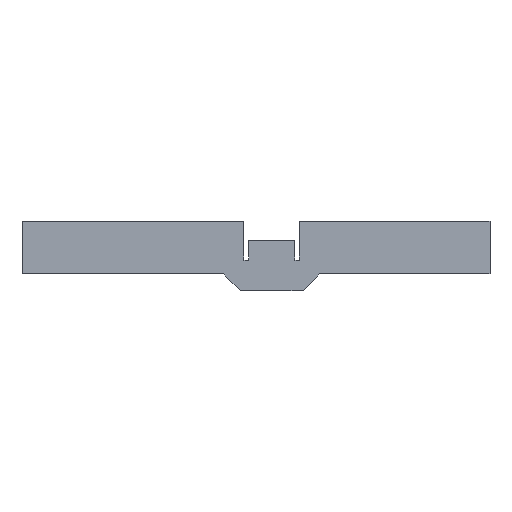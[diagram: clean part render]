
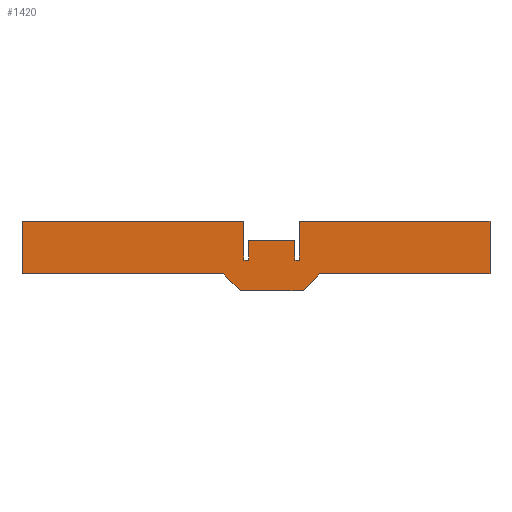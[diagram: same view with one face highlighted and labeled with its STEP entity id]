
A CAD part, front view. The second image highlights one B-rep face of the part: STEP entity #1420.
In plain terms, the highlighted planar face has unit normal (0, -1, 0).
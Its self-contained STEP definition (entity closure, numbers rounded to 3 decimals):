
#150 = VERTEX_POINT('',#151);
#151 = CARTESIAN_POINT('',(-194.,-723.305,
    11.195));
#184 = VERTEX_POINT('',#185);
#185 = CARTESIAN_POINT('',(-314.,-723.305,
    11.195));
#191 = EDGE_CURVE('',#150,#184,#192,.T.);
#192 = LINE('',#193,#194);
#193 = CARTESIAN_POINT('',(-269.,-723.305,
    11.195));
#194 = VECTOR('',#195,1.);
#195 = DIRECTION('',(-1.,0.,0.));
#680 = EDGE_CURVE('',#150,#681,#683,.T.);
#681 = VERTEX_POINT('',#682);
#682 = CARTESIAN_POINT('',(-194.,-723.305,
    -9.696));
#683 = LINE('',#684,#685);
#684 = CARTESIAN_POINT('',(-194.,-723.305,
    -8.196));
#685 = VECTOR('',#686,1.);
#686 = DIRECTION('',(0.,0.,-1.));
#1043 = VERTEX_POINT('',#1044);
#1044 = CARTESIAN_POINT('',(-314.,-723.305,
    -17.196));
#1050 = EDGE_CURVE('',#1043,#184,#1051,.T.);
#1051 = LINE('',#1052,#1053);
#1052 = CARTESIAN_POINT('',(-314.,-723.305,
    -10.095));
#1053 = VECTOR('',#1054,1.);
#1054 = DIRECTION('',(0.,0.,1.));
#1420 = ADVANCED_FACE('',(#1421),#1528,.T.);
#1421 = FACE_BOUND('',#1422,.T.);
#1422 = EDGE_LOOP('',(#1423,#1433,#1441,#1449,#1457,#1465,#1473,#1481,
    #1489,#1495,#1496,#1497,#1498,#1506,#1514,#1522));
#1423 = ORIENTED_EDGE('',*,*,#1424,.T.);
#1424 = EDGE_CURVE('',#1425,#1427,#1429,.T.);
#1425 = VERTEX_POINT('',#1426);
#1426 = CARTESIAN_POINT('',(-153.,-723.305,-17.196));
#1427 = VERTEX_POINT('',#1428);
#1428 = CARTESIAN_POINT('',(-61.,-723.305,-17.196));
#1429 = LINE('',#1430,#1431);
#1430 = CARTESIAN_POINT('',(-81.,-723.305,-17.196));
#1431 = VECTOR('',#1432,1.);
#1432 = DIRECTION('',(1.,0.,0.));
#1433 = ORIENTED_EDGE('',*,*,#1434,.T.);
#1434 = EDGE_CURVE('',#1427,#1435,#1437,.T.);
#1435 = VERTEX_POINT('',#1436);
#1436 = CARTESIAN_POINT('',(-61.,-723.305,11.195));
#1437 = LINE('',#1438,#1439);
#1438 = CARTESIAN_POINT('',(-61.,-723.305,-17.196));
#1439 = VECTOR('',#1440,1.);
#1440 = DIRECTION('',(0.,0.,1.));
#1441 = ORIENTED_EDGE('',*,*,#1442,.F.);
#1442 = EDGE_CURVE('',#1443,#1435,#1445,.T.);
#1443 = VERTEX_POINT('',#1444);
#1444 = CARTESIAN_POINT('',(-164.,-723.305,
    11.195));
#1445 = LINE('',#1446,#1447);
#1446 = CARTESIAN_POINT('',(-81.,-723.305,11.195));
#1447 = VECTOR('',#1448,1.);
#1448 = DIRECTION('',(1.,0.,0.));
#1449 = ORIENTED_EDGE('',*,*,#1450,.F.);
#1450 = EDGE_CURVE('',#1451,#1443,#1453,.T.);
#1451 = VERTEX_POINT('',#1452);
#1452 = CARTESIAN_POINT('',(-164.,-723.305,
    -9.696));
#1453 = LINE('',#1454,#1455);
#1454 = CARTESIAN_POINT('',(-164.,-723.305,
    -8.196));
#1455 = VECTOR('',#1456,1.);
#1456 = DIRECTION('',(0.,0.,1.));
#1457 = ORIENTED_EDGE('',*,*,#1458,.F.);
#1458 = EDGE_CURVE('',#1459,#1451,#1461,.T.);
#1459 = VERTEX_POINT('',#1460);
#1460 = CARTESIAN_POINT('',(-166.5,-723.305,
    -9.696));
#1461 = LINE('',#1462,#1463);
#1462 = CARTESIAN_POINT('',(-194.,-723.305,
    -9.696));
#1463 = VECTOR('',#1464,1.);
#1464 = DIRECTION('',(1.,0.,0.));
#1465 = ORIENTED_EDGE('',*,*,#1466,.F.);
#1466 = EDGE_CURVE('',#1467,#1459,#1469,.T.);
#1467 = VERTEX_POINT('',#1468);
#1468 = CARTESIAN_POINT('',(-166.5,-723.305,
    0.804));
#1469 = LINE('',#1470,#1471);
#1470 = CARTESIAN_POINT('',(-166.5,-723.305,
    -8.196));
#1471 = VECTOR('',#1472,1.);
#1472 = DIRECTION('',(0.,0.,-1.));
#1473 = ORIENTED_EDGE('',*,*,#1474,.F.);
#1474 = EDGE_CURVE('',#1475,#1467,#1477,.T.);
#1475 = VERTEX_POINT('',#1476);
#1476 = CARTESIAN_POINT('',(-191.5,-723.305,
    0.804));
#1477 = LINE('',#1478,#1479);
#1478 = CARTESIAN_POINT('',(-191.5,-723.305,
    0.804));
#1479 = VECTOR('',#1480,1.);
#1480 = DIRECTION('',(1.,0.,0.));
#1481 = ORIENTED_EDGE('',*,*,#1482,.F.);
#1482 = EDGE_CURVE('',#1483,#1475,#1485,.T.);
#1483 = VERTEX_POINT('',#1484);
#1484 = CARTESIAN_POINT('',(-191.5,-723.305,
    -9.696));
#1485 = LINE('',#1486,#1487);
#1486 = CARTESIAN_POINT('',(-191.5,-723.305,
    -8.196));
#1487 = VECTOR('',#1488,1.);
#1488 = DIRECTION('',(0.,0.,1.));
#1489 = ORIENTED_EDGE('',*,*,#1490,.F.);
#1490 = EDGE_CURVE('',#681,#1483,#1491,.T.);
#1491 = LINE('',#1492,#1493);
#1492 = CARTESIAN_POINT('',(-194.,-723.305,
    -9.696));
#1493 = VECTOR('',#1494,1.);
#1494 = DIRECTION('',(1.,0.,0.));
#1495 = ORIENTED_EDGE('',*,*,#680,.F.);
#1496 = ORIENTED_EDGE('',*,*,#191,.T.);
#1497 = ORIENTED_EDGE('',*,*,#1050,.F.);
#1498 = ORIENTED_EDGE('',*,*,#1499,.F.);
#1499 = EDGE_CURVE('',#1500,#1043,#1502,.T.);
#1500 = VERTEX_POINT('',#1501);
#1501 = CARTESIAN_POINT('',(-205.,-723.305,-17.196));
#1502 = LINE('',#1503,#1504);
#1503 = CARTESIAN_POINT('',(-269.,-723.305,
    -17.196));
#1504 = VECTOR('',#1505,1.);
#1505 = DIRECTION('',(-1.,0.,0.));
#1506 = ORIENTED_EDGE('',*,*,#1507,.T.);
#1507 = EDGE_CURVE('',#1500,#1508,#1510,.T.);
#1508 = VERTEX_POINT('',#1509);
#1509 = CARTESIAN_POINT('',(-196.,-723.305,-26.196));
#1510 = LINE('',#1511,#1512);
#1511 = CARTESIAN_POINT('',(-205.,-723.305,-17.196));
#1512 = VECTOR('',#1513,1.);
#1513 = DIRECTION('',(0.707,0.,-0.707)
  );
#1514 = ORIENTED_EDGE('',*,*,#1515,.F.);
#1515 = EDGE_CURVE('',#1516,#1508,#1518,.T.);
#1516 = VERTEX_POINT('',#1517);
#1517 = CARTESIAN_POINT('',(-162.,-723.305,-26.196));
#1518 = LINE('',#1519,#1520);
#1519 = CARTESIAN_POINT('',(-162.,-723.305,-26.196));
#1520 = VECTOR('',#1521,1.);
#1521 = DIRECTION('',(-1.,0.,0.));
#1522 = ORIENTED_EDGE('',*,*,#1523,.F.);
#1523 = EDGE_CURVE('',#1425,#1516,#1524,.T.);
#1524 = LINE('',#1525,#1526);
#1525 = CARTESIAN_POINT('',(-153.,-723.305,-17.196));
#1526 = VECTOR('',#1527,1.);
#1527 = DIRECTION('',(-0.707,0.,-0.707
    ));
#1528 = PLANE('',#1529);
#1529 = AXIS2_PLACEMENT_3D('',#1530,#1531,#1532);
#1530 = CARTESIAN_POINT('',(-186.557,-723.305,
    -4.208));
#1531 = DIRECTION('',(0.,-1.,0.));
#1532 = DIRECTION('',(-1.,0.,0.));
